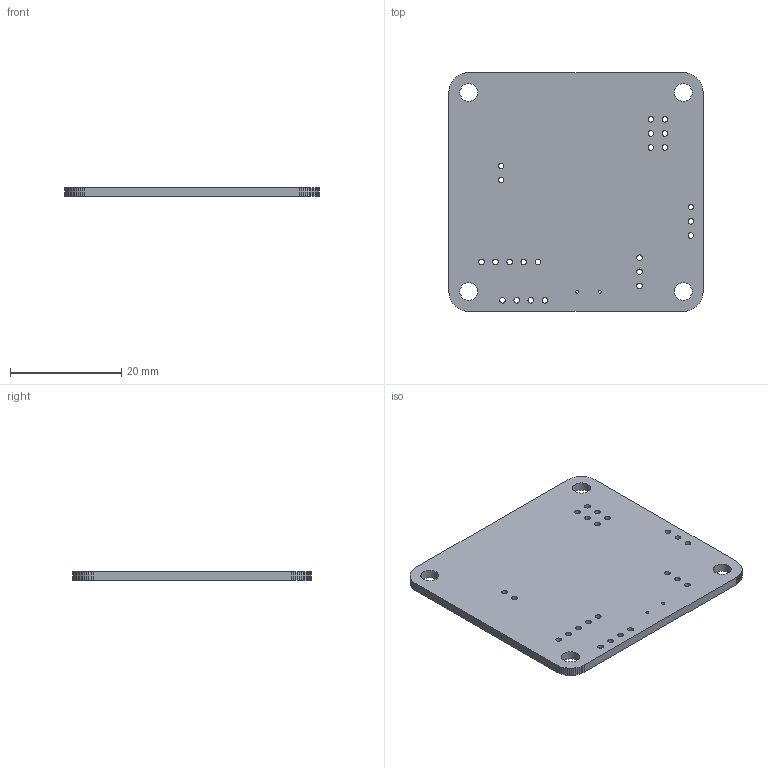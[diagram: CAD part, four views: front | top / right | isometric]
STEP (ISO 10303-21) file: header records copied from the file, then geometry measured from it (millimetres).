
FILE_DESCRIPTION(('KiCad electronic assembly'),'2;1');
FILE_NAME('rat-ratgdo esphome sensor.step','2024-02-09T08:39:09',( 'Pcbnew'),('Kicad'),'Open CASCADE STEP processor 7.6', 'KiCad to STEP converter','Unknown');
FILE_SCHEMA(('AUTOMOTIVE_DESIGN { 1 0 10303 214 1 1 1 1 }'));
Length unit declared in the file: millimetre
Products named in the file (2): rat-ratgdo esphome sensor 1; PCB
Assembly tree (1 placements, depth 2):
  rat-ratgdo esphome sensor 1
    PCB
Bounding box: 45.72 x 42.93 x 1.58 mm (x, y, z)
Volume: 3003.6 mm3; surface area: 4255.6 mm2
Topology: 1 solids, 1 shells, 95 faces, 279 edges, 186 vertices
Faces by surface type: plane 66, cylinder 29
Full cylindrical faces by diameter (mm): 0.55 x2, 1 x23, 3.2 x4
Entity records: 7115 total; most frequent: CARTESIAN_POINT 1468, DIRECTION 1031, LINE 721, VECTOR 721, ORIENTED_EDGE 558, PCURVE 558, DEFINITIONAL_REPRESENTATION 558, EDGE_CURVE 279
